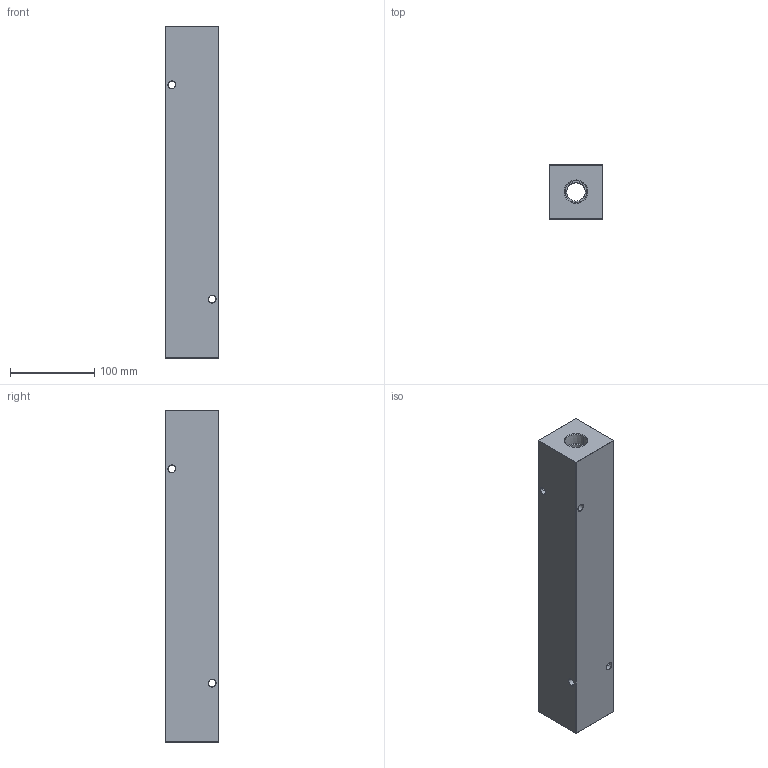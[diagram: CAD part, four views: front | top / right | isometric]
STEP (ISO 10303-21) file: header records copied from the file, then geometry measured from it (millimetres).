
FILE_DESCRIPTION (( 'STEP AP203' ), '1' );
FILE_NAME ('HM-6-90-P-12-8.STEP', '2020-10-30T14:07:21', ( '' ), ( '' ), 'SwSTEP 2.0', 'SolidWorks 2019', '' );
FILE_SCHEMA (( 'CONFIG_CONTROL_DESIGN' ));
Length unit declared in the file: inch
Products named in the file (1): HM-6-90-P-12-8
Bounding box: 63.5 x 63.5 x 393.7 mm (x, y, z)
Volume: 1335913.1 mm3; surface area: 150797.4 mm2
Topology: 1 solids, 1 shells, 543 faces, 1425 edges, 930 vertices
Faces by surface type: plane 253, bspline 200, cone 48, cylinder 42
Entity records: 27382 total; most frequent: CARTESIAN_POINT 15257, ORIENTED_EDGE 2850, DIRECTION 1783, EDGE_CURVE 1425, VERTEX_POINT 930, VECTOR 839, LINE 839, EDGE_LOOP 627
